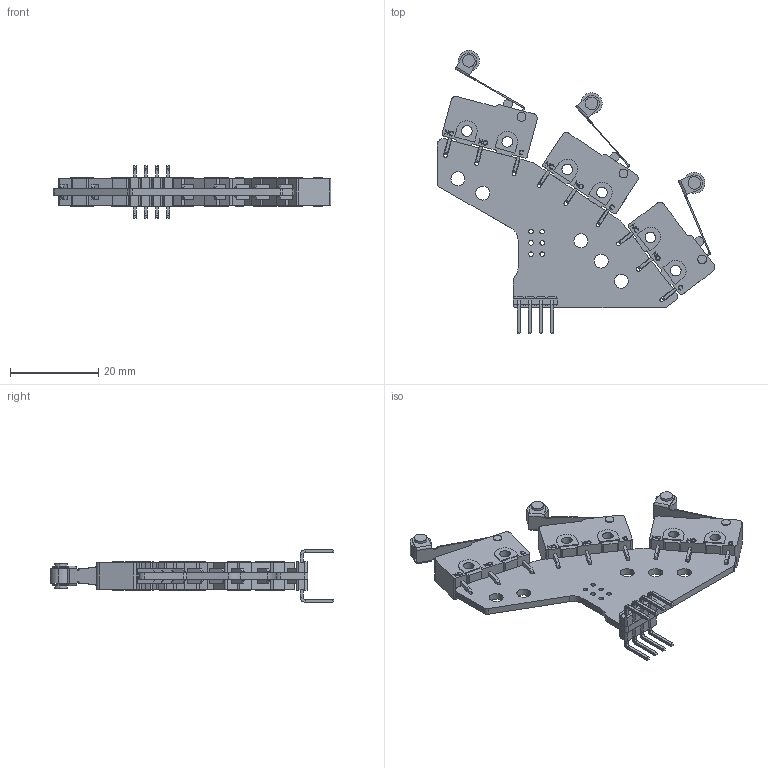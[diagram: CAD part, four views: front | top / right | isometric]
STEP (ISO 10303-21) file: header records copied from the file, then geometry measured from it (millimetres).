
FILE_DESCRIPTION (( 'STEP AP214' ), '1' );
FILE_NAME ('rom06a-step.step', '2019-05-07T23:29:52', ( '' ), ( '' ), 'SwSTEP 2.0', 'SolidWorks 2016', '' );
FILE_SCHEMA (( 'AUTOMOTIVE_DESIGN' ));
Length unit declared in the file: millimetre
Products named in the file (1): rom06a-step
Bounding box: 63.13 x 64.34 x 11.87 mm (x, y, z)
Volume: 5532.2 mm3; surface area: 6689.4 mm2
Topology: 6 solids, 6 shells, 1313 faces, 3382 edges, 2198 vertices
Faces by surface type: plane 854, bspline 244, cylinder 215
Entity records: 65204 total; most frequent: CARTESIAN_POINT 19886, ORIENTED_EDGE 6764, DIRECTION 5464, EDGE_CURVE 3382, LINE 2464, VECTOR 2464, VERTEX_POINT 2198, AXIS2_PLACEMENT_3D 1500
